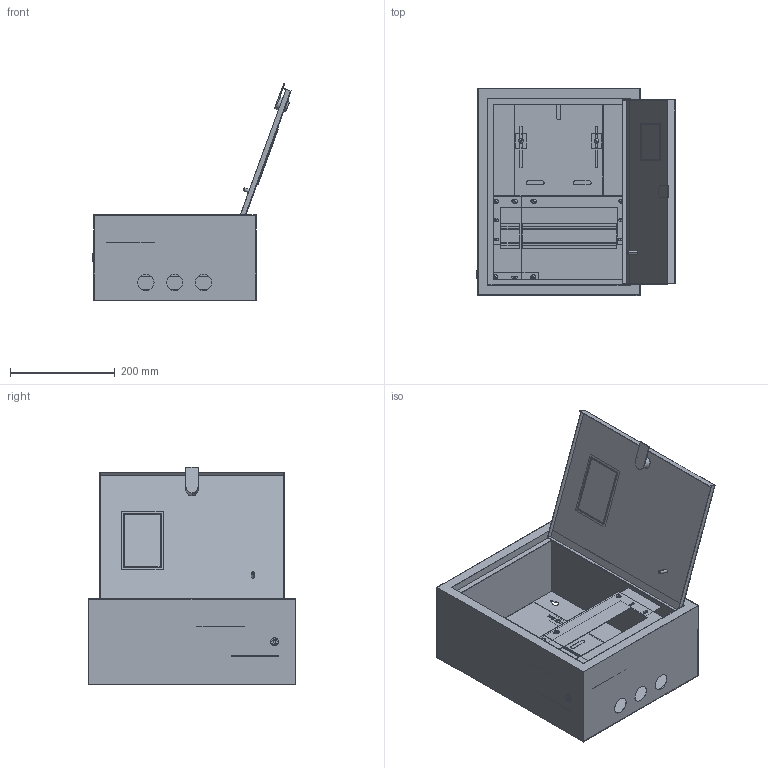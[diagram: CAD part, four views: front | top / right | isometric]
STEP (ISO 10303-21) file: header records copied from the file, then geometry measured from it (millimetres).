
FILE_DESCRIPTION (( 'STEP AP214' ), '1' );
FILE_NAME ('ShURN_1_12_IP31.STEP', '2016-11-29T12:53:37', ( 'user' ), ( '' ), 'SwSTEP 2.0', 'SolidWorks 2014', '' );
FILE_SCHEMA (( 'AUTOMOTIVE_DESIGN' ));
Length unit declared in the file: millimetre
Products named in the file (10): Dver_SHURN_1_12; ShURN_1_12_IP31; DIN-Reika_12 ｬｮ､罩･ｩ; Panel_Lev_-00; SC GOST 17473_gost_‚¨­â A.M5x10 ƒŽ‘’ 17473-80; STEKLO_IEK; Panel_Prav_-00; Reika_702.002-03; Obolochka_SHURN_1_12; Panel_-00
Assembly tree (20 placements, depth 2):
  ShURN_1_12_IP31
    Obolochka_SHURN_1_12
    Dver_SHURN_1_12
    DIN-Reika_12 ｬｮ､罩･ｩ
    Panel_-00
    SC GOST 17473_gost_‚¨­â A.M5x10 ƒŽ‘’ 17473-80  x12
    Panel_Lev_-00
    Panel_Prav_-00
    STEKLO_IEK
    Reika_702.002-03
Bounding box: 377.78 x 395 x 415.14 mm (x, y, z)
Volume: 659015.5 mm3; surface area: 1299278.6 mm2
Topology: 22 solids, 22 shells, 499 faces, 1241 edges, 812 vertices
Faces by surface type: plane 317, cylinder 154, sphere 24, cone 4
Entity records: 13052 total; most frequent: DIRECTION 2169, CARTESIAN_POINT 2146, ORIENTED_EDGE 2086, EDGE_CURVE 1043, VECTOR 763, LINE 763, AXIS2_PLACEMENT_3D 703, VERTEX_POINT 680
